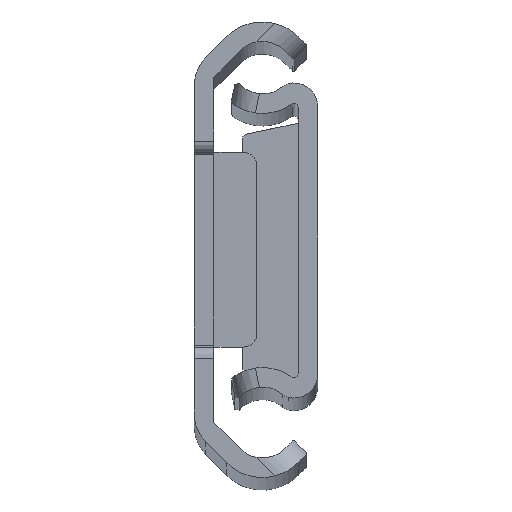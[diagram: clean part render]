
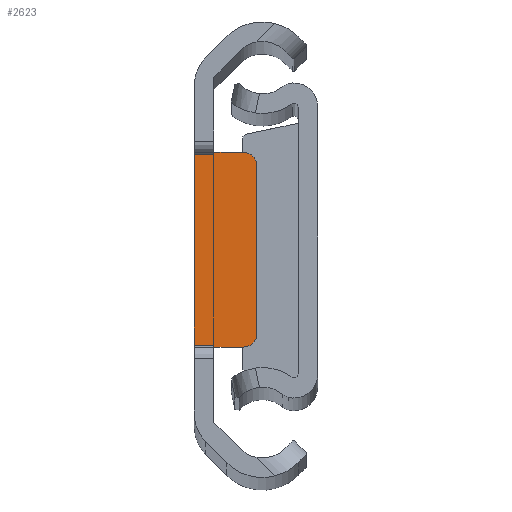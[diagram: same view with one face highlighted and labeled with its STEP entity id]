
A CAD part, top view. The second image highlights one B-rep face of the part: STEP entity #2623.
In plain terms, the highlighted planar face has unit normal (0, 0, 1).
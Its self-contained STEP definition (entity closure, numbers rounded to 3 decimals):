
#46 = EDGE_CURVE ( 'NONE', #2841, #5124, #3897, .T. ) ;
#61 = CARTESIAN_POINT ( 'NONE',  ( 2.3, 6.5, -2.2 ) ) ;
#180 = LINE ( 'NONE', #3055, #2592 ) ;
#255 = LINE ( 'NONE', #1444, #2750 ) ;
#349 = DIRECTION ( 'NONE',  ( 0., 1., 0. ) ) ;
#364 = AXIS2_PLACEMENT_3D ( 'NONE', #2026, #1548, #4765 ) ;
#383 = ORIENTED_EDGE ( 'NONE', *, *, #1077, .T. ) ;
#423 = DIRECTION ( 'NONE',  ( 0., 0., 1. ) ) ;
#429 = VERTEX_POINT ( 'NONE', #1775 ) ;
#475 = CARTESIAN_POINT ( 'NONE',  ( -1.5, 7.5, -2.2 ) ) ;
#654 = FACE_OUTER_BOUND ( 'NONE', #1793, .T. ) ;
#661 = EDGE_CURVE ( 'NONE', #1331, #429, #3650, .T. ) ;
#789 = ORIENTED_EDGE ( 'NONE', *, *, #3724, .T. ) ;
#931 = ORIENTED_EDGE ( 'NONE', *, *, #661, .T. ) ;
#992 = CARTESIAN_POINT ( 'NONE',  ( -1.5, 7.5, -2.2 ) ) ;
#1077 = EDGE_CURVE ( 'NONE', #429, #3581, #4387, .T. ) ;
#1229 = LINE ( 'NONE', #475, #4448 ) ;
#1331 = VERTEX_POINT ( 'NONE', #5055 ) ;
#1348 = DIRECTION ( 'NONE',  ( 1., 0., 0. ) ) ;
#1444 = CARTESIAN_POINT ( 'NONE',  ( 3.3, -7.5, -2.2 ) ) ;
#1548 = DIRECTION ( 'NONE',  ( 0., 0., 1. ) ) ;
#1550 = VECTOR ( 'NONE', #3578, 1000. ) ;
#1673 = ORIENTED_EDGE ( 'NONE', *, *, #4481, .F. ) ;
#1700 = CARTESIAN_POINT ( 'NONE',  ( 0., -7.5, -2.2 ) ) ;
#1742 = ORIENTED_EDGE ( 'NONE', *, *, #4235, .T. ) ;
#1775 = CARTESIAN_POINT ( 'NONE',  ( 2.3, 7.5, -2.2 ) ) ;
#1793 = EDGE_LOOP ( 'NONE', ( #1673, #931, #383, #4256, #4997, #789, #3307, #1742 ) ) ;
#1887 = DIRECTION ( 'NONE',  ( 0., -1., 0. ) ) ;
#1977 = DIRECTION ( 'NONE',  ( 1., 0., 0. ) ) ;
#2007 = LINE ( 'NONE', #4771, #2581 ) ;
#2026 = CARTESIAN_POINT ( 'NONE',  ( 2.3, -6.5, -2.2 ) ) ;
#2261 = CARTESIAN_POINT ( 'NONE',  ( 2.3, -7.5, -2.2 ) ) ;
#2310 = AXIS2_PLACEMENT_3D ( 'NONE', #61, #423, #4096 ) ;
#2335 = VERTEX_POINT ( 'NONE', #3964 ) ;
#2532 = CARTESIAN_POINT ( 'NONE',  ( -1.5, -7.5, -2.2 ) ) ;
#2544 = CARTESIAN_POINT ( 'NONE',  ( 0., 7.5, -2.2 ) ) ;
#2581 = VECTOR ( 'NONE', #1977, 1000. ) ;
#2592 = VECTOR ( 'NONE', #1887, 1000. ) ;
#2604 = DIRECTION ( 'NONE',  ( 0., 0., -1. ) ) ;
#2623 = ADVANCED_FACE ( 'NONE', ( #654 ), #5101, .F. ) ;
#2655 = VERTEX_POINT ( 'NONE', #2261 ) ;
#2750 = VECTOR ( 'NONE', #3800, 1000. ) ;
#2841 = VERTEX_POINT ( 'NONE', #2532 ) ;
#2924 = CIRCLE ( 'NONE', #364, 1. ) ;
#2986 = VECTOR ( 'NONE', #349, 1000. ) ;
#3031 = DIRECTION ( 'NONE',  ( 0., 1., 0. ) ) ;
#3055 = CARTESIAN_POINT ( 'NONE',  ( 3.3, -7.5, -2.2 ) ) ;
#3307 = ORIENTED_EDGE ( 'NONE', *, *, #4463, .F. ) ;
#3507 = CARTESIAN_POINT ( 'NONE',  ( 3.3, 7.5, -2.2 ) ) ;
#3539 = VERTEX_POINT ( 'NONE', #1700 ) ;
#3578 = DIRECTION ( 'NONE',  ( -1., 0., 0. ) ) ;
#3581 = VERTEX_POINT ( 'NONE', #2544 ) ;
#3650 = CIRCLE ( 'NONE', #2310, 1. ) ;
#3724 = EDGE_CURVE ( 'NONE', #2841, #3539, #2007, .T. ) ;
#3800 = DIRECTION ( 'NONE',  ( -1., 0., 0. ) ) ;
#3897 = LINE ( 'NONE', #992, #2986 ) ;
#3964 = CARTESIAN_POINT ( 'NONE',  ( 3.3, -6.5, -2.2 ) ) ;
#4096 = DIRECTION ( 'NONE',  ( 0., 1., 0. ) ) ;
#4235 = EDGE_CURVE ( 'NONE', #2655, #2335, #2924, .T. ) ;
#4256 = ORIENTED_EDGE ( 'NONE', *, *, #4350, .F. ) ;
#4264 = AXIS2_PLACEMENT_3D ( 'NONE', #4677, #2604, #3031 ) ;
#4350 = EDGE_CURVE ( 'NONE', #5124, #3581, #1229, .T. ) ;
#4387 = LINE ( 'NONE', #3507, #1550 ) ;
#4448 = VECTOR ( 'NONE', #1348, 1000. ) ;
#4463 = EDGE_CURVE ( 'NONE', #2655, #3539, #255, .T. ) ;
#4481 = EDGE_CURVE ( 'NONE', #1331, #2335, #180, .T. ) ;
#4677 = CARTESIAN_POINT ( 'NONE',  ( -1.5, 7.5, -2.2 ) ) ;
#4765 = DIRECTION ( 'NONE',  ( 0., 1., 0. ) ) ;
#4771 = CARTESIAN_POINT ( 'NONE',  ( -1.5, -7.5, -2.2 ) ) ;
#4997 = ORIENTED_EDGE ( 'NONE', *, *, #46, .F. ) ;
#5055 = CARTESIAN_POINT ( 'NONE',  ( 3.3, 6.5, -2.2 ) ) ;
#5101 = PLANE ( 'NONE',  #4264 ) ;
#5124 = VERTEX_POINT ( 'NONE', #5201 ) ;
#5201 = CARTESIAN_POINT ( 'NONE',  ( -1.5, 7.5, -2.2 ) ) ;
